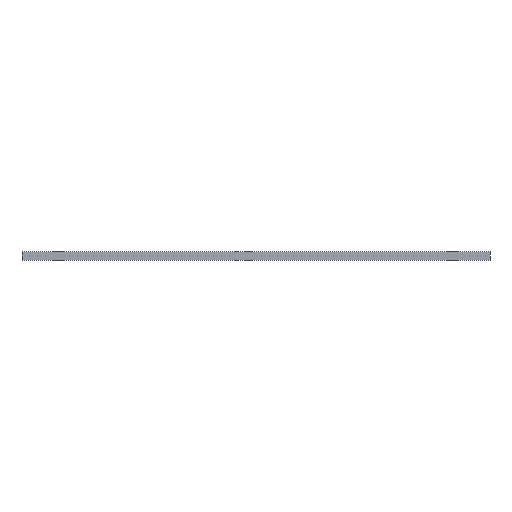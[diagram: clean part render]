
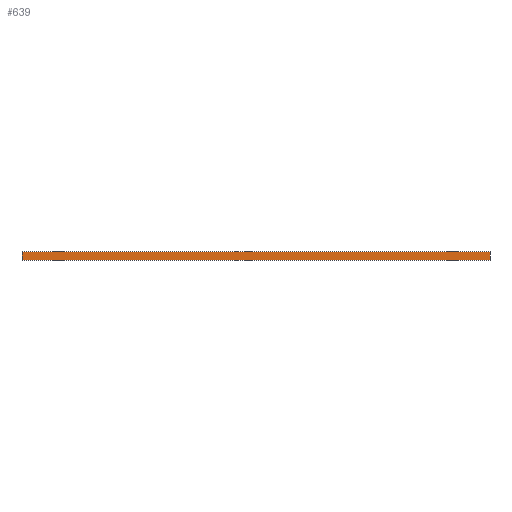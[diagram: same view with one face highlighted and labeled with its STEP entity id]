
A CAD part, front view. The second image highlights one B-rep face of the part: STEP entity #639.
In plain terms, the highlighted planar face has unit normal (0, -1, 0).
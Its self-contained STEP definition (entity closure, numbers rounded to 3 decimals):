
#1 = DIRECTION ( 'NONE',  ( 0., 0., 1. ) ) ;
#68 = CARTESIAN_POINT ( 'NONE',  ( 82., -297., 3. ) ) ;
#75 = AXIS2_PLACEMENT_3D ( 'NONE', #68, #130, #1 ) ;
#101 = VERTEX_POINT ( 'NONE', #828 ) ;
#130 = DIRECTION ( 'NONE',  ( 0., 1., 0. ) ) ;
#137 = VECTOR ( 'NONE', #788, 1000. ) ;
#149 = CARTESIAN_POINT ( 'NONE',  ( -82., -297., 3. ) ) ;
#166 = EDGE_CURVE ( 'NONE', #101, #770, #524, .T. ) ;
#193 = CARTESIAN_POINT ( 'NONE',  ( 82., -297., 3. ) ) ;
#208 = VERTEX_POINT ( 'NONE', #793 ) ;
#212 = DIRECTION ( 'NONE',  ( 1., 0., 0. ) ) ;
#296 = ORIENTED_EDGE ( 'NONE', *, *, #815, .T. ) ;
#308 = VECTOR ( 'NONE', #583, 1000. ) ;
#326 = VERTEX_POINT ( 'NONE', #606 ) ;
#335 = ORIENTED_EDGE ( 'NONE', *, *, #663, .F. ) ;
#337 = CARTESIAN_POINT ( 'NONE',  ( 82., -297., 0. ) ) ;
#376 = FACE_OUTER_BOUND ( 'NONE', #648, .T. ) ;
#453 = LINE ( 'NONE', #193, #308 ) ;
#479 = LINE ( 'NONE', #149, #737 ) ;
#500 = ORIENTED_EDGE ( 'NONE', *, *, #166, .T. ) ;
#524 = LINE ( 'NONE', #655, #137 ) ;
#533 = CARTESIAN_POINT ( 'NONE',  ( 82., -297., 3. ) ) ;
#583 = DIRECTION ( 'NONE',  ( 0., 0., -1. ) ) ;
#606 = CARTESIAN_POINT ( 'NONE',  ( 82., -297., 3. ) ) ;
#611 = VECTOR ( 'NONE', #212, 1000. ) ;
#639 = ADVANCED_FACE ( 'NONE', ( #376 ), #703, .F. ) ;
#648 = EDGE_LOOP ( 'NONE', ( #500, #335, #672, #296 ) ) ;
#650 = DIRECTION ( 'NONE',  ( 0., 0., -1. ) ) ;
#655 = CARTESIAN_POINT ( 'NONE',  ( 82., -297., 0. ) ) ;
#663 = EDGE_CURVE ( 'NONE', #326, #770, #453, .T. ) ;
#672 = ORIENTED_EDGE ( 'NONE', *, *, #748, .F. ) ;
#703 = PLANE ( 'NONE',  #75 ) ;
#737 = VECTOR ( 'NONE', #650, 1000. ) ;
#748 = EDGE_CURVE ( 'NONE', #208, #326, #807, .T. ) ;
#770 = VERTEX_POINT ( 'NONE', #337 ) ;
#788 = DIRECTION ( 'NONE',  ( 1., 0., 0. ) ) ;
#793 = CARTESIAN_POINT ( 'NONE',  ( -82., -297., 3. ) ) ;
#807 = LINE ( 'NONE', #533, #611 ) ;
#815 = EDGE_CURVE ( 'NONE', #208, #101, #479, .T. ) ;
#828 = CARTESIAN_POINT ( 'NONE',  ( -82., -297., 0. ) ) ;
